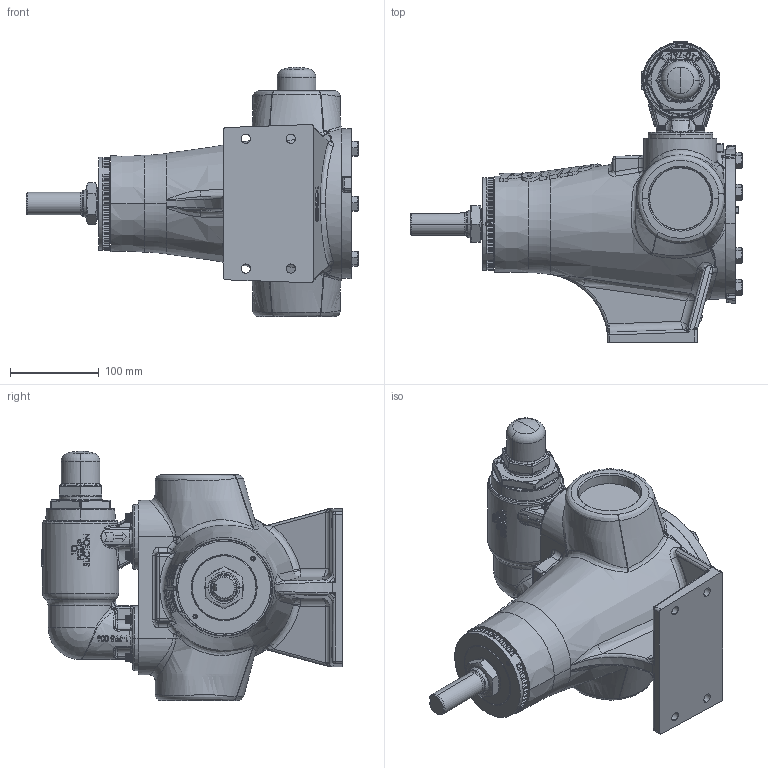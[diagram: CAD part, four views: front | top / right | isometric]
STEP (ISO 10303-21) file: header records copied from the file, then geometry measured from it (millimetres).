
FILE_DESCRIPTION (( 'STEP AP214' ), '1' );
FILE_NAME ('AS4195.STEP', '2017-02-20T22:14:44', ( '' ), ( '' ), 'SwSTEP 2.0', 'SolidWorks 2016', '' );
FILE_SCHEMA (( 'AUTOMOTIVE_DESIGN' ));
Length unit declared in the file: inch
Products named in the file (1): AS4195
Bounding box: 374.2 x 339.11 x 281.09 mm (x, y, z)
Volume: 7009911.8 mm3; surface area: 362589 mm2
Topology: 1 solids, 1 shells, 2535 faces, 6578 edges, 4114 vertices
Faces by surface type: plane 850, bspline 756, cylinder 550, cone 229, torus 94, sphere 56
Entity records: 164210 total; most frequent: CARTESIAN_POINT 76753, ORIENTED_EDGE 13020, DIRECTION 9427, EDGE_CURVE 6510, VERTEX_POINT 4110, AXIS2_PLACEMENT_3D 3680, EDGE_LOOP 2698, FACE_OUTER_BOUND 2535
